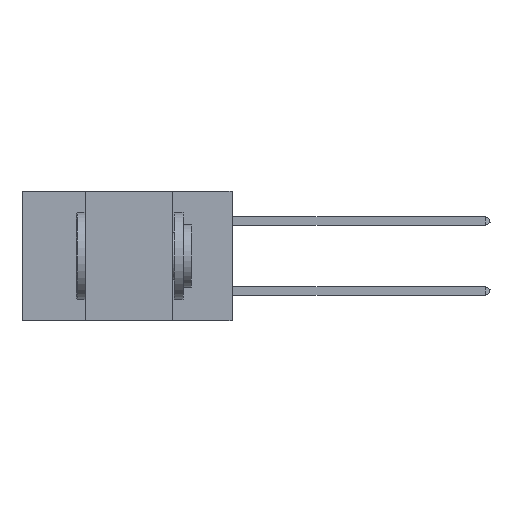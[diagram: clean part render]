
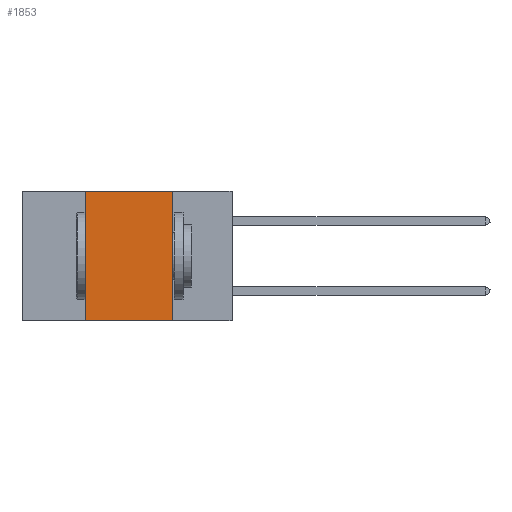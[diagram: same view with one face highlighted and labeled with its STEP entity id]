
A CAD part, left-side view. The second image highlights one B-rep face of the part: STEP entity #1853.
In plain terms, the highlighted planar face has unit normal (-1, 0, 0).
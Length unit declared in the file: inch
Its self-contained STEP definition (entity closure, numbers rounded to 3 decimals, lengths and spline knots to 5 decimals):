
#246 = VECTOR ( 'NONE', #666, 39.37008 ) ;
#419 = CARTESIAN_POINT ( 'NONE',  ( 0., 0.42, 0. ) ) ;
#666 = DIRECTION ( 'NONE',  ( 0., -1., 0. ) ) ;
#942 = VERTEX_POINT ( 'NONE', #14848 ) ;
#1853 = ADVANCED_FACE ( 'NONE', ( #23082 ), #18831, .F. ) ;
#3353 = VECTOR ( 'NONE', #30913, 39.37008 ) ;
#6323 = ORIENTED_EDGE ( 'NONE', *, *, #14398, .F. ) ;
#6542 = LINE ( 'NONE', #9256, #18627 ) ;
#6619 = VERTEX_POINT ( 'NONE', #8143 ) ;
#8143 = CARTESIAN_POINT ( 'NONE',  ( 0., 0.17, 0. ) ) ;
#9256 = CARTESIAN_POINT ( 'NONE',  ( 0., 0.17, 0. ) ) ;
#9477 = EDGE_LOOP ( 'NONE', ( #23284, #24038, #6323, #19162 ) ) ;
#11688 = DIRECTION ( 'NONE',  ( 0., 0., -1. ) ) ;
#12555 = LINE ( 'NONE', #29545, #246 ) ;
#14122 = VECTOR ( 'NONE', #17018, 39.37008 ) ;
#14398 = EDGE_CURVE ( 'NONE', #942, #20377, #26719, .T. ) ;
#14848 = CARTESIAN_POINT ( 'NONE',  ( 0., 0.42, -0.37 ) ) ;
#15616 = LINE ( 'NONE', #28849, #14122 ) ;
#16884 = EDGE_CURVE ( 'NONE', #20377, #6619, #12555, .T. ) ;
#17018 = DIRECTION ( 'NONE',  ( 0., -1., 0. ) ) ;
#17539 = DIRECTION ( 'NONE',  ( 0., 0., -1. ) ) ;
#17840 = DIRECTION ( 'NONE',  ( 1., 0., 0. ) ) ;
#18627 = VECTOR ( 'NONE', #11688, 39.37008 ) ;
#18657 = CARTESIAN_POINT ( 'NONE',  ( 0., 0.6, 0. ) ) ;
#18831 = PLANE ( 'NONE',  #25239 ) ;
#19162 = ORIENTED_EDGE ( 'NONE', *, *, #25599, .T. ) ;
#20377 = VERTEX_POINT ( 'NONE', #419 ) ;
#20774 = EDGE_CURVE ( 'NONE', #6619, #29495, #6542, .T. ) ;
#23082 = FACE_OUTER_BOUND ( 'NONE', #9477, .T. ) ;
#23284 = ORIENTED_EDGE ( 'NONE', *, *, #20774, .F. ) ;
#24038 = ORIENTED_EDGE ( 'NONE', *, *, #16884, .F. ) ;
#24949 = CARTESIAN_POINT ( 'NONE',  ( 0., 0.17, -0.37 ) ) ;
#25239 = AXIS2_PLACEMENT_3D ( 'NONE', #18657, #17840, #17539 ) ;
#25599 = EDGE_CURVE ( 'NONE', #942, #29495, #15616, .T. ) ;
#26719 = LINE ( 'NONE', #28567, #3353 ) ;
#28567 = CARTESIAN_POINT ( 'NONE',  ( 0., 0.42, 0. ) ) ;
#28849 = CARTESIAN_POINT ( 'NONE',  ( 0., 0.6, -0.37 ) ) ;
#29495 = VERTEX_POINT ( 'NONE', #24949 ) ;
#29545 = CARTESIAN_POINT ( 'NONE',  ( 0., 0.6, 0. ) ) ;
#30913 = DIRECTION ( 'NONE',  ( 0., 0., 1. ) ) ;
